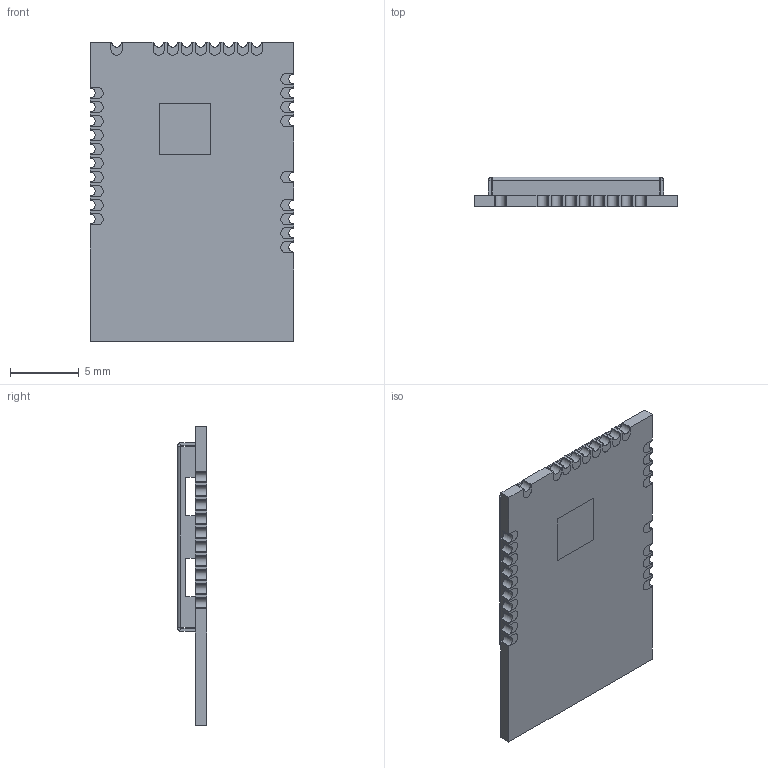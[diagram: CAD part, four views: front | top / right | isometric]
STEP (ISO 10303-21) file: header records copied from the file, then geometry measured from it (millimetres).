
FILE_DESCRIPTION (( 'STEP AP214' ), '1' );
FILE_NAME ('ATWINC1500-MR210PB.STEP', '2018-06-06T06:56:00', ( '' ), ( '' ), 'SwSTEP 2.0', 'SolidWorks 2017', '' );
FILE_SCHEMA (( 'AUTOMOTIVE_DESIGN' ));
Length unit declared in the file: millimetre
Products named in the file (1): ATWINC1500-MR210PB
Bounding box: 14.73 x 2.11 x 21.72 mm (x, y, z)
Volume: 299.3 mm3; surface area: 1652.4 mm2
Topology: 33 solids, 33 shells, 597 faces, 1440 edges, 912 vertices
Faces by surface type: plane 489, cylinder 100, bspline 8
Entity records: 17616 total; most frequent: CARTESIAN_POINT 3294, ORIENTED_EDGE 2880, DIRECTION 2788, EDGE_CURVE 1440, LINE 1240, VECTOR 1240, VERTEX_POINT 912, AXIS2_PLACEMENT_3D 774
